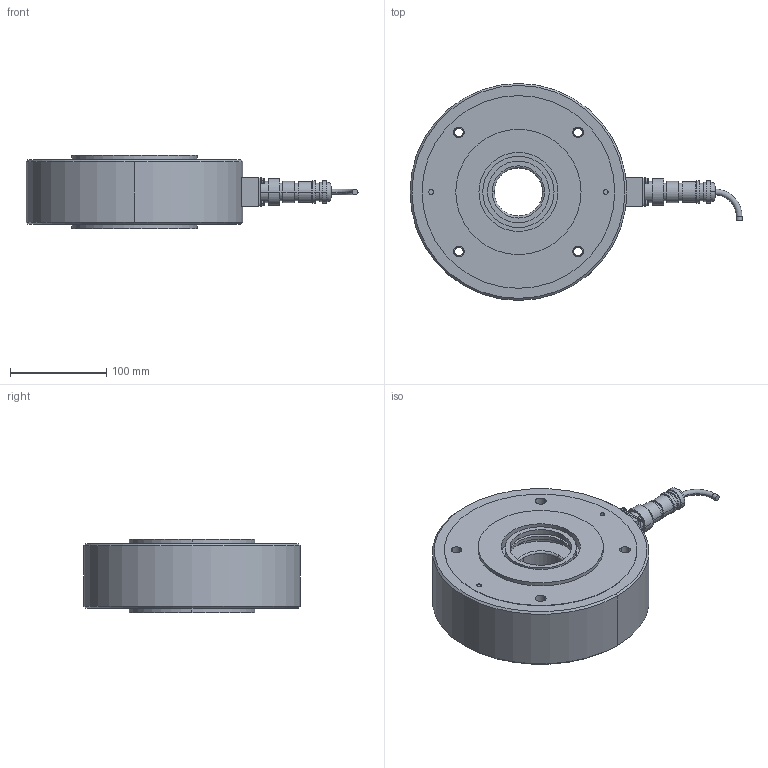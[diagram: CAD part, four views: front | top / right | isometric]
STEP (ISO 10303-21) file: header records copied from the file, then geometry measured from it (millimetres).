
FILE_DESCRIPTION((''),'2;1');
FILE_NAME('50223.stp','2007-09-21T16:13:45',(''),(''),'Mechanical Desktop 2007','Mechanical Desktop 2007',', , ');
FILE_SCHEMA(('CONFIG_CONTROL_DESIGN'));
Length unit declared in the file: millimetre
Products named in the file (27): ZEICHNUNG7; L50223; L49152; TEIL1AA; L49153; TEIL1AAA; L4340402; TEIL1AAAA; V_RING_V65AA; V_RING_V65A; L4963304; TEIL1; L49026; TEIL1A; FEDERRING_M3A; FEDERRING_M3; I-6KT_SCHRAUBE_M3X25A; I-6KT_SCHRAUBE_M3X25; I-6KT_SCHRAUBE_M6X60; I-6KT_SCHRAUBE_M6X60A; PENDELKUGELLAGER_1310TVA; PENDELKUGELLAGER_1310TV; SICHERUNGSRING_J110; SICHERUNGSRING_J110A; KABELDOSE_PG_AMPH_4-POLA; KABELDOSE_PG_AMPH_4-POL; RM_SDB
Assembly tree (36 placements, depth 4):
  ZEICHNUNG7
    L50223
      L49152
        TEIL1AA
      L49153
        TEIL1AAA
      L4340402  x2
        TEIL1AAAA
      V_RING_V65AA  x2
        V_RING_V65A
      L4963304
        TEIL1
      L49026
        TEIL1A
      FEDERRING_M3A  x4
        FEDERRING_M3
      I-6KT_SCHRAUBE_M3X25A  x4
        I-6KT_SCHRAUBE_M3X25
      I-6KT_SCHRAUBE_M6X60
        I-6KT_SCHRAUBE_M6X60A
      PENDELKUGELLAGER_1310TVA
        PENDELKUGELLAGER_1310TV
      SICHERUNGSRING_J110
        SICHERUNGSRING_J110A
      KABELDOSE_PG_AMPH_4-POLA
        KABELDOSE_PG_AMPH_4-POL
    RM_SDB  x3
Bounding box: 344.5 x 225 x 75.9 mm (x, y, z)
Volume: 2419994.2 mm3; surface area: 390313.1 mm2
Topology: 20 solids, 20 shells, 392 faces, 911 edges, 595 vertices
Faces by surface type: cylinder 234, plane 98, cone 34, torus 22, bspline 4
Entity records: 10056 total; most frequent: DIRECTION 1866, CARTESIAN_POINT 1679, ORIENTED_EDGE 1392, AXIS2_PLACEMENT_3D 809, EDGE_CURVE 696, VERTEX_POINT 460, CIRCLE 448, EDGE_LOOP 422
